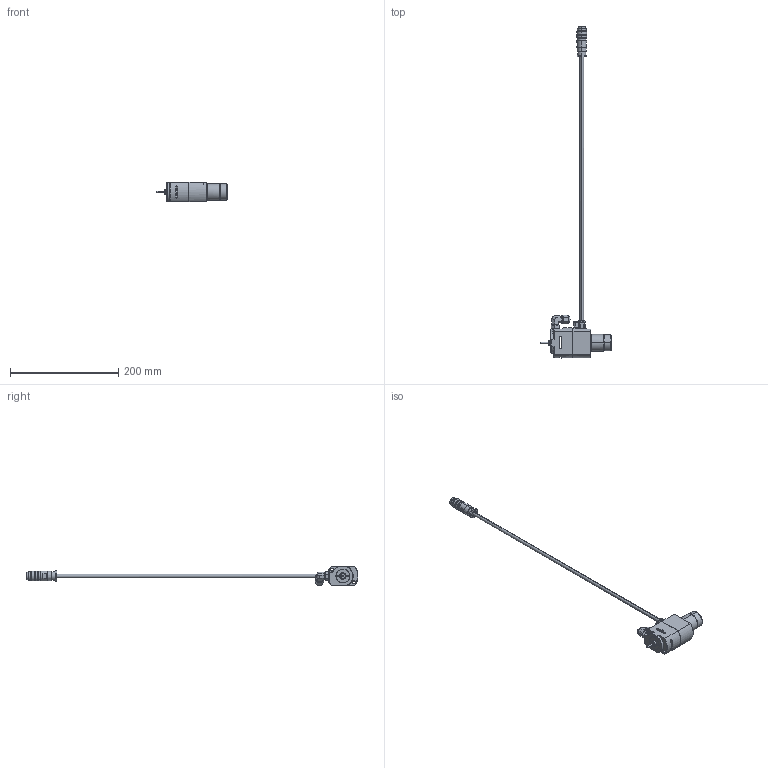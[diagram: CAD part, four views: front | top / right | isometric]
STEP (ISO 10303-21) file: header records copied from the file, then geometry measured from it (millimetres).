
FILE_DESCRIPTION (( 'STEP AP203' ), '1' );
FILE_NAME ('EA1420-0001X2-000-00_総組立図-パーツ-SAT-STEP.STEP', '2025-03-11T10:59:55', ( '' ), ( '' ), 'SwSTEP 2.0', 'SolidWorks 2021', '' );
FILE_SCHEMA (( 'CONFIG_CONTROL_DESIGN' ));
Length unit declared in the file: millimetre
Products named in the file (1): EA1420-0001X2-000-00_総組立図-パーツ-SAT-STEP
Bounding box: 129.8 x 613.6 x 36 mm (x, y, z)
Surface area: 68444 mm2 (no closed solid volume)
Topology: 0 solids, 24 shells, 997 faces, 2350 edges, 1438 vertices
Faces by surface type: cylinder 341, plane 326, cone 277, torus 36, bspline 17
Entity records: 43107 total; most frequent: CARTESIAN_POINT 25050, ORIENTED_EDGE 4664, EDGE_CURVE 2333, B_SPLINE_CURVE_WITH_KNOTS 2306, DIRECTION 1962, VERTEX_POINT 1438, EDGE_LOOP 1144, FACE_OUTER_BOUND 997
